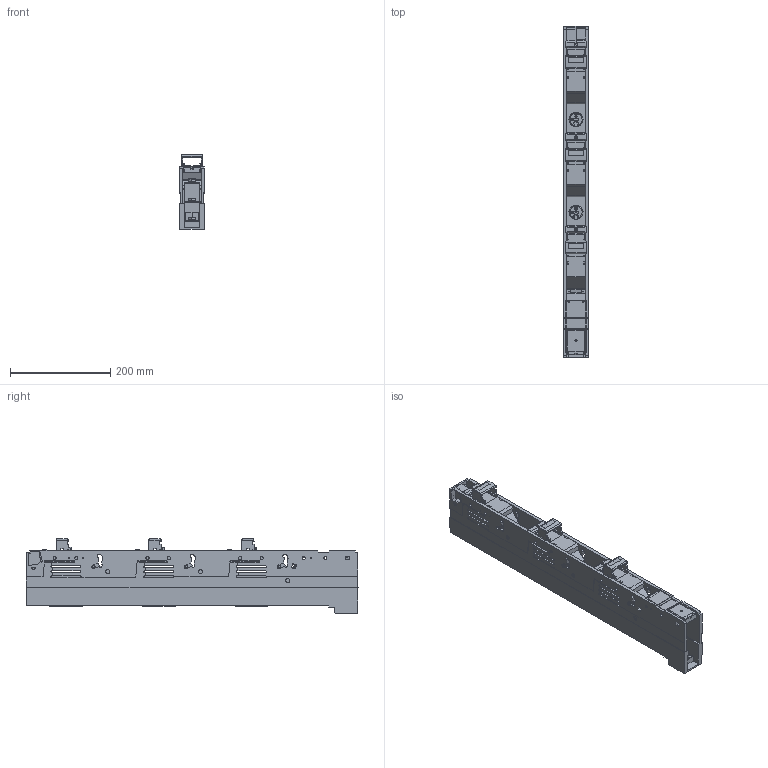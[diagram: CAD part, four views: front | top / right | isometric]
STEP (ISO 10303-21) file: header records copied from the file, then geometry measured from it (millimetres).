
FILE_DESCRIPTION(('STEP AP214'),'1');
FILE_NAME('cctmp_E4D42028-062B-4C92-B887-46515259B9EA_2023_04_14_20_24_42_0275..stp','2023-04-14T18:24:44',('SIEMENS A&D'),('CADClick - www.CADClick.com'),'Spatial InterOp 3D postprocessed',' ','unknown authorization');
FILE_SCHEMA(('AUTOMOTIVE_DESIGN'));
Length unit declared in the file: millimetre
Products named in the file (1): 2023_04_14_20_24_42_0166
Bounding box: 49.6 x 662.32 x 149.51 mm (x, y, z)
Volume: 2130084.2 mm3; surface area: 449644.9 mm2
Topology: 1 solids, 1 shells, 2356 faces, 6881 edges, 4468 vertices
Faces by surface type: plane 1663, cylinder 470, cone 147, sphere 62, bspline 14
Entity records: 86558 total; most frequent: CARTESIAN_POINT 16324, ORIENTED_EDGE 13654, DIRECTION 12580, EDGE_CURVE 6827, LINE 5224, VECTOR 5224, VERTEX_POINT 4468, AXIS2_PLACEMENT_3D 3678
